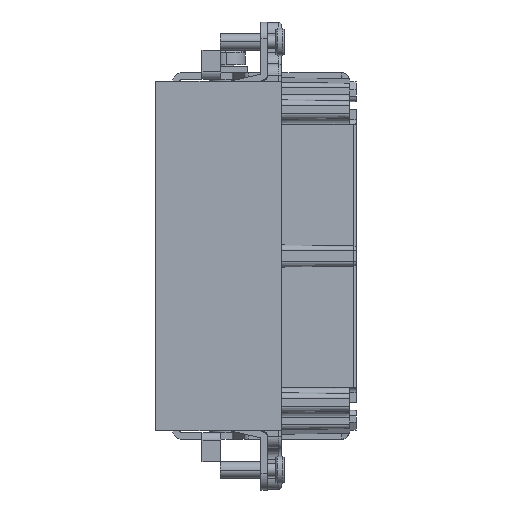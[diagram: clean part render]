
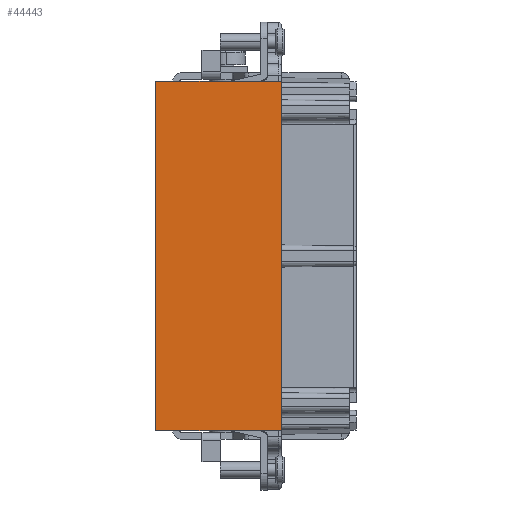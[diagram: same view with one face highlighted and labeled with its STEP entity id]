
A CAD part, left-side view. The second image highlights one B-rep face of the part: STEP entity #44443.
In plain terms, the highlighted planar face has unit normal (-1, 0, 0).
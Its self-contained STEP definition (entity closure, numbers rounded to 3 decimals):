
#13=DIRECTION('',(0.,0.,-1.));
#14=VECTOR('',#13,63.3);
#15=CARTESIAN_POINT('',(-17.,22.7,48.4));
#16=LINE('',#15,#14);
#3071=DIRECTION('',(0.,0.,-1.));
#3072=VECTOR('',#3071,63.3);
#3073=CARTESIAN_POINT('',(-17.,0.,48.4));
#3074=LINE('',#3073,#3072);
#10555=DIRECTION('',(0.,1.,0.));
#10556=VECTOR('',#10555,22.7);
#10557=CARTESIAN_POINT('',(-17.,0.,48.4));
#10558=LINE('',#10557,#10556);
#10571=DIRECTION('',(0.,1.,0.));
#10572=VECTOR('',#10571,22.7);
#10573=CARTESIAN_POINT('',(-17.,0.,-14.9));
#10574=LINE('',#10573,#10572);
#27375=CARTESIAN_POINT('',(-17.,0.,48.4));
#27376=CARTESIAN_POINT('',(-17.,0.,-14.9));
#27377=VERTEX_POINT('',#27375);
#27378=VERTEX_POINT('',#27376);
#27383=CARTESIAN_POINT('',(-17.,22.7,48.4));
#27384=VERTEX_POINT('',#27383);
#27385=CARTESIAN_POINT('',(-17.,22.7,-14.9));
#27386=VERTEX_POINT('',#27385);
#44431=CARTESIAN_POINT('',(-17.,0.,-14.9));
#44432=DIRECTION('',(-1.,0.,0.));
#44433=DIRECTION('',(0.,0.,1.));
#44434=AXIS2_PLACEMENT_3D('',#44431,#44432,#44433);
#44435=PLANE('',#44434);
#44436=ORIENTED_EDGE('',*,*,#36548,.T.);
#44438=ORIENTED_EDGE('',*,*,#44437,.T.);
#44439=ORIENTED_EDGE('',*,*,#34393,.F.);
#44440=ORIENTED_EDGE('',*,*,#41556,.F.);
#44441=EDGE_LOOP('',(#44436,#44438,#44439,#44440));
#44442=FACE_OUTER_BOUND('',#44441,.F.);
#44443=ADVANCED_FACE('',(#44442),#44435,.T.);
#34393=EDGE_CURVE('',#27384,#27386,#16,.T.);
#36548=EDGE_CURVE('',#27377,#27378,#3074,.T.);
#41556=EDGE_CURVE('',#27377,#27384,#10558,.T.);
#44437=EDGE_CURVE('',#27378,#27386,#10574,.T.);
